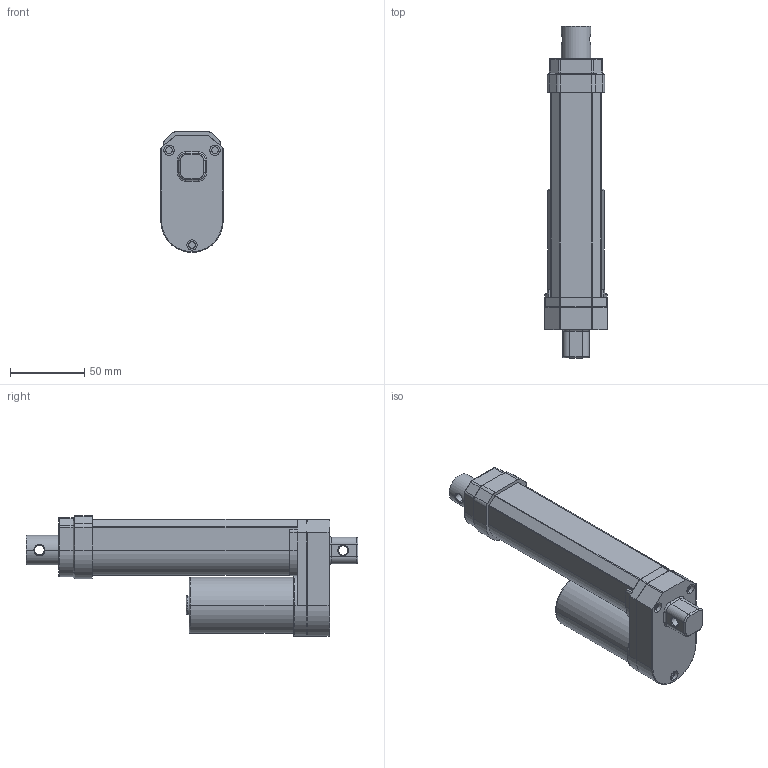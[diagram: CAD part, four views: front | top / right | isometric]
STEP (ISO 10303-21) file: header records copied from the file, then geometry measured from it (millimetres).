
FILE_DESCRIPTION((''),'2;1');
FILE_NAME('TGA-FS_ASM','2022-04-03T',('Administrator'),(''),'PRO/ENGINEER BY PARAMETRIC TECHNOLOGY CORPORATION, 2008380','PRO/ENGINEER BY PARAMETRIC TECHNOLOGY CORPORATION, 2008380','');
FILE_SCHEMA(('CONFIG_CONTROL_DESIGN'));
Length unit declared in the file: millimetre
Products named in the file (7): END; UP; MOTER; WK; NG; FENGTOU; TGA-FS_ASM
Assembly tree (6 placements, depth 2):
  TGA-FS_ASM
    END
    UP
    MOTER
    WK
    NG
    FENGTOU
Bounding box: 42 x 224 x 81.55 mm (x, y, z)
Volume: 334041.9 mm3; surface area: 79609.4 mm2
Topology: 6 solids, 6 shells, 200 faces, 471 edges, 294 vertices
Faces by surface type: cylinder 88, plane 73, torus 22, cone 9, bspline 8
Entity records: 6318 total; most frequent: CARTESIAN_POINT 1426, DIRECTION 1072, ORIENTED_EDGE 942, EDGE_CURVE 471, AXIS2_PLACEMENT_3D 414, VERTEX_POINT 294, VECTOR 244, LINE 244
